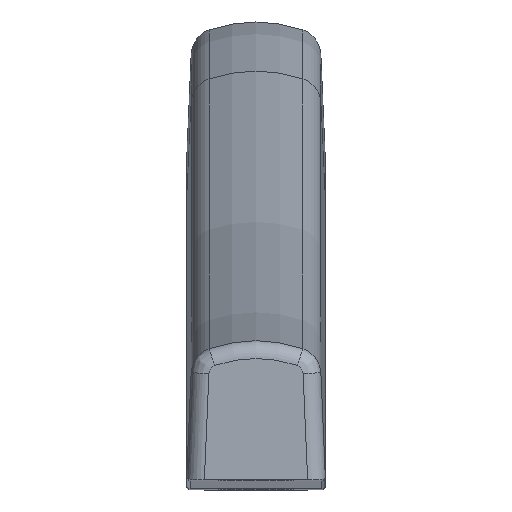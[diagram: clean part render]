
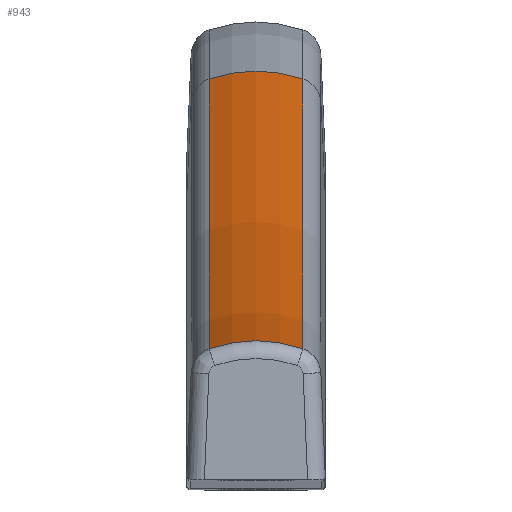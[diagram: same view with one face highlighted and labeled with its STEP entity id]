
A CAD part, top view. The second image highlights one B-rep face of the part: STEP entity #943.
In plain terms, the highlighted toroidal (fillet/blend) face has major radius 436.285 mm and minor radius 8 mm.
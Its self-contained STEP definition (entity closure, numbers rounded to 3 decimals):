
#27=TOROIDAL_SURFACE('',#1081,436.285,8.);
#123=FACE_OUTER_BOUND('',#191,.T.);
#191=EDGE_LOOP('',(#790,#791,#792,#793));
#356=CIRCLE('',#1063,8.);
#366=CIRCLE('',#1080,428.733);
#367=CIRCLE('',#1082,8.);
#368=CIRCLE('',#1083,428.733);
#452=VERTEX_POINT('',#1703);
#453=VERTEX_POINT('',#1707);
#460=VERTEX_POINT('',#1735);
#461=VERTEX_POINT('',#1739);
#559=EDGE_CURVE('',#453,#452,#356,.T.);
#573=EDGE_CURVE('',#460,#452,#366,.T.);
#574=EDGE_CURVE('',#461,#460,#367,.T.);
#575=EDGE_CURVE('',#461,#453,#368,.T.);
#790=ORIENTED_EDGE('',*,*,#574,.T.);
#791=ORIENTED_EDGE('',*,*,#573,.T.);
#792=ORIENTED_EDGE('',*,*,#559,.F.);
#793=ORIENTED_EDGE('',*,*,#575,.F.);
#943=ADVANCED_FACE('',(#123),#27,.T.);
#1063=AXIS2_PLACEMENT_3D('',#1709,#1316,#1317);
#1080=AXIS2_PLACEMENT_3D('',#1737,#1354,#1355);
#1081=AXIS2_PLACEMENT_3D('',#1738,#1356,#1357);
#1082=AXIS2_PLACEMENT_3D('',#1740,#1358,#1359);
#1083=AXIS2_PLACEMENT_3D('',#1741,#1360,#1361);
#1316=DIRECTION('center_axis',(0.,0.,1.));
#1317=DIRECTION('ref_axis',(-0.33,-0.944,0.));
#1354=DIRECTION('center_axis',(-1.,0.,0.));
#1355=DIRECTION('ref_axis',(0.,-0.964,-0.266));
#1356=DIRECTION('center_axis',(-1.,0.,0.));
#1357=DIRECTION('ref_axis',(0.,0.,1.));
#1358=DIRECTION('center_axis',(0.,-0.266,0.964));
#1359=DIRECTION('ref_axis',(-0.33,-0.91,-0.251));
#1360=DIRECTION('center_axis',(-1.,0.,0.));
#1361=DIRECTION('ref_axis',(0.,-0.964,-0.266));
#1703=CARTESIAN_POINT('',(-2.64,4.352,303.));
#1707=CARTESIAN_POINT('',(2.64,4.352,303.));
#1709=CARTESIAN_POINT('Origin',(0.,-3.2,
303.));
#1735=CARTESIAN_POINT('',(-2.64,19.77,189.057));
#1737=CARTESIAN_POINT('Origin',(-2.64,433.085,303.));
#1738=CARTESIAN_POINT('Origin',(0.,433.085,
303.));
#1739=CARTESIAN_POINT('',(2.64,19.77,189.057));
#1740=CARTESIAN_POINT('Origin',(0.,12.49,
187.05));
#1741=CARTESIAN_POINT('Origin',(2.64,433.085,303.));
